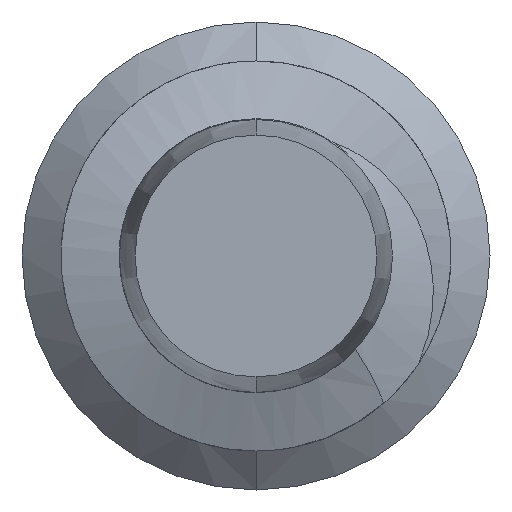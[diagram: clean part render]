
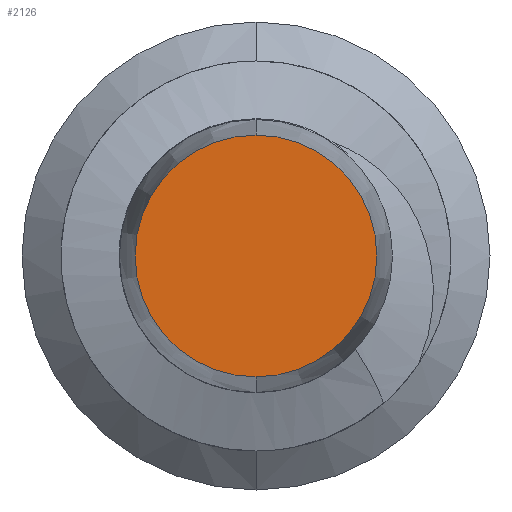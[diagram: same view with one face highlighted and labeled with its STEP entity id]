
A CAD part, front view. The second image highlights one B-rep face of the part: STEP entity #2126.
In plain terms, the highlighted planar face has unit normal (0, -1, 0).
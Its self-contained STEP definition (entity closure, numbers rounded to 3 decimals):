
#426 = ORIENTED_EDGE ( 'NONE', *, *, #1718, .F. ) ;
#488 = DIRECTION ( 'NONE',  ( 0., 0., 1. ) ) ;
#523 = CIRCLE ( 'NONE', #1212, 1.55 ) ;
#633 = CARTESIAN_POINT ( 'NONE',  ( 0., -10., 1.55 ) ) ;
#635 = DIRECTION ( 'NONE',  ( 0., 1., 0. ) ) ;
#640 = VERTEX_POINT ( 'NONE', #1197 ) ;
#699 = CARTESIAN_POINT ( 'NONE',  ( 1.75, -10., 0. ) ) ;
#848 = DIRECTION ( 'NONE',  ( 0., 0., 1. ) ) ;
#927 = DIRECTION ( 'NONE',  ( 0., 0., 1. ) ) ;
#1004 = FACE_OUTER_BOUND ( 'NONE', #1832, .T. ) ;
#1135 = VERTEX_POINT ( 'NONE', #633 ) ;
#1197 = CARTESIAN_POINT ( 'NONE',  ( 0., -10., -1.55 ) ) ;
#1212 = AXIS2_PLACEMENT_3D ( 'NONE', #2140, #1923, #927 ) ;
#1474 = ORIENTED_EDGE ( 'NONE', *, *, #1491, .F. ) ;
#1491 = EDGE_CURVE ( 'NONE', #1135, #640, #523, .T. ) ;
#1623 = CARTESIAN_POINT ( 'NONE',  ( 0., -10., 0. ) ) ;
#1706 = AXIS2_PLACEMENT_3D ( 'NONE', #1623, #635, #848 ) ;
#1718 = EDGE_CURVE ( 'NONE', #640, #1135, #1848, .T. ) ;
#1832 = EDGE_LOOP ( 'NONE', ( #1474, #426 ) ) ;
#1848 = CIRCLE ( 'NONE', #1706, 1.55 ) ;
#1923 = DIRECTION ( 'NONE',  ( 0., 1., 0. ) ) ;
#2021 = AXIS2_PLACEMENT_3D ( 'NONE', #699, #2529, #488 ) ;
#2126 = ADVANCED_FACE ( 'NONE', ( #1004 ), #2321, .F. ) ;
#2140 = CARTESIAN_POINT ( 'NONE',  ( 0., -10., 0. ) ) ;
#2321 = PLANE ( 'NONE',  #2021 ) ;
#2529 = DIRECTION ( 'NONE',  ( 0., 1., 0. ) ) ;
